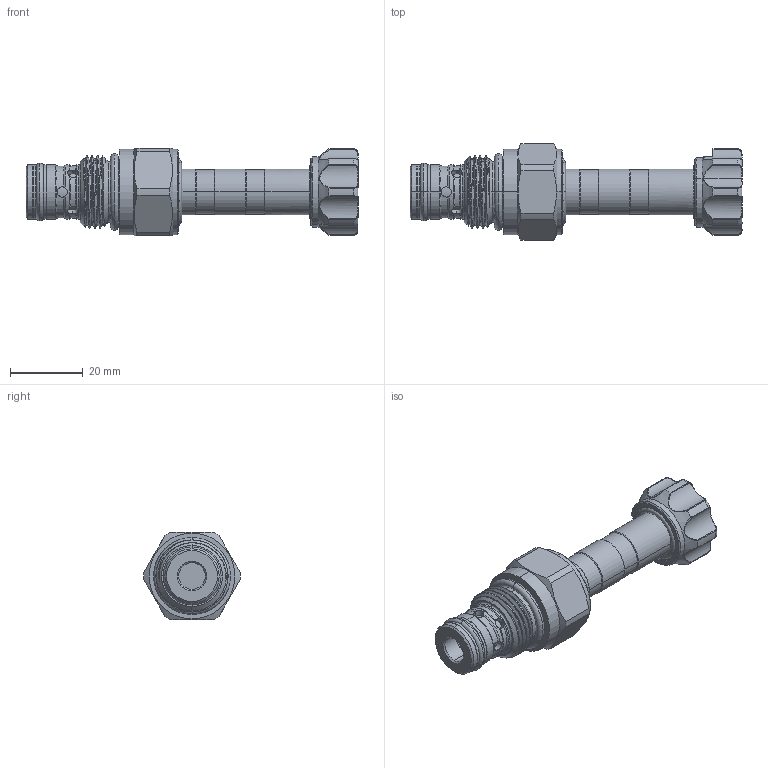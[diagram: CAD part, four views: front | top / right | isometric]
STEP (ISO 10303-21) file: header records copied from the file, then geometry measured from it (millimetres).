
FILE_DESCRIPTION (( 'STEP AP203' ), '1' );
FILE_NAME ('EP20M2A06N05.STEP', '2020-03-31T08:39:19', ( '' ), ( '' ), 'SwSTEP 2.0', 'SolidWorks 2018', '' );
FILE_SCHEMA (( 'CONFIG_CONTROL_DESIGN' ));
Length unit declared in the file: millimetre
Products named in the file (1): EP20M2A06N05
Bounding box: 91.55 x 26.69 x 24 mm (x, y, z)
Volume: 22098.7 mm3; surface area: 8319.9 mm2
Topology: 5 solids, 5 shells, 287 faces, 708 edges, 436 vertices
Faces by surface type: cylinder 137, cone 49, bspline 38, torus 37, plane 26
Entity records: 12913 total; most frequent: CARTESIAN_POINT 6456, ORIENTED_EDGE 1412, DIRECTION 1265, EDGE_CURVE 706, AXIS2_PLACEMENT_3D 548, VERTEX_POINT 436, EDGE_LOOP 304, CIRCLE 298
